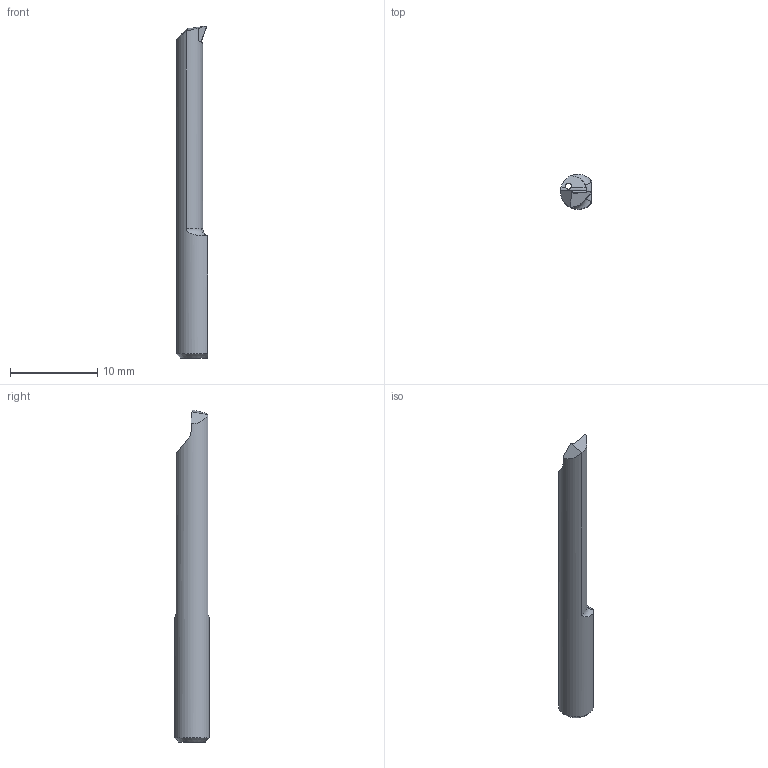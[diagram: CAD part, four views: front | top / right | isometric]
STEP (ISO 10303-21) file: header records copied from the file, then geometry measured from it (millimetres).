
FILE_DESCRIPTION (( 'STEP AP203' ), '1' );
FILE_NAME ('RP53.4-24.step', '2024-08-12T06:58:16', ( '' ), ( '' ), 'SwSTEP 2.0', 'SolidWorks 2022', '' );
FILE_SCHEMA (( 'CONFIG_CONTROL_DESIGN' ));
Length unit declared in the file: millimetre
Products named in the file (1): RP53.4-24
Bounding box: 3.55 x 4 x 38 mm (x, y, z)
Volume: 332.3 mm3; surface area: 499.1 mm2
Topology: 1 solids, 1 shells, 24 faces, 68 edges, 43 vertices
Faces by surface type: plane 11, cylinder 5, bspline 3, torus 3, cone 2
Full cylindrical faces by diameter (mm): 0.7 x1
Entity records: 944 total; most frequent: CARTESIAN_POINT 332, ORIENTED_EDGE 126, DIRECTION 93, EDGE_CURVE 63, VERTEX_POINT 41, AXIS2_PLACEMENT_3D 35, EDGE_LOOP 26, FACE_OUTER_BOUND 25
